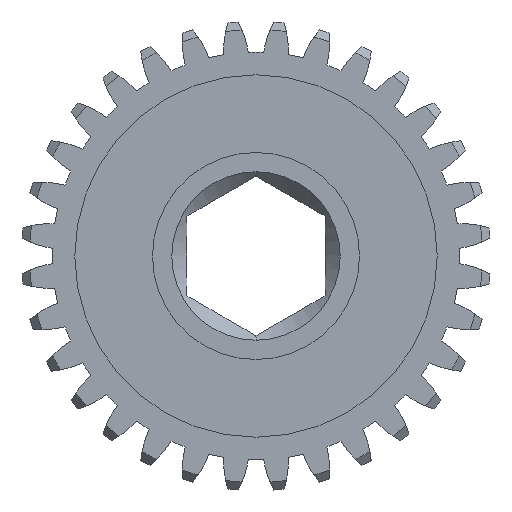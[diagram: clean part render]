
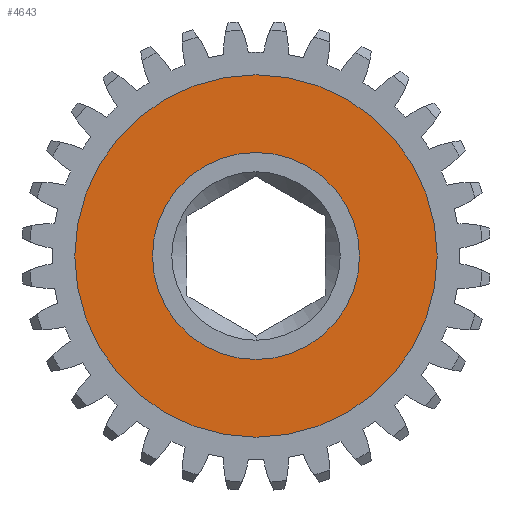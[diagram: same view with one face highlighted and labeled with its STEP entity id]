
A CAD part, left-side view. The second image highlights one B-rep face of the part: STEP entity #4643.
In plain terms, the highlighted planar face has unit normal (-1, 0, 0).
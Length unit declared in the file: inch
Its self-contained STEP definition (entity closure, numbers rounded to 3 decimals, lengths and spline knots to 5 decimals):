
#282 = DIRECTION ( 'NONE',  ( -1., 0., 0. ) ) ;
#660 = DIRECTION ( 'NONE',  ( 0., 0., 1. ) ) ;
#800 = AXIS2_PLACEMENT_3D ( 'NONE', #6128, #836, #7419 ) ;
#836 = DIRECTION ( 'NONE',  ( -1., 0., 0. ) ) ;
#931 = CIRCLE ( 'NONE', #3955, 0.65625 ) ;
#939 = AXIS2_PLACEMENT_3D ( 'NONE', #1770, #6480, #1813 ) ;
#1146 = FACE_OUTER_BOUND ( 'NONE', #2189, .T. ) ;
#1256 = DIRECTION ( 'NONE',  ( -1., 0., 0. ) ) ;
#1259 = DIRECTION ( 'NONE',  ( -1., 0., 0. ) ) ;
#1483 = ORIENTED_EDGE ( 'NONE', *, *, #6928, .T. ) ;
#1770 = CARTESIAN_POINT ( 'NONE',  ( 0.1375, 0., 0. ) ) ;
#1813 = DIRECTION ( 'NONE',  ( 0., 0., 1. ) ) ;
#1861 = VERTEX_POINT ( 'NONE', #2693 ) ;
#2189 = EDGE_LOOP ( 'NONE', ( #5829, #1483 ) ) ;
#2247 = VERTEX_POINT ( 'NONE', #5695 ) ;
#2323 = CIRCLE ( 'NONE', #6734, 0.65625 ) ;
#2473 = EDGE_CURVE ( 'NONE', #1861, #4180, #6165, .T. ) ;
#2693 = CARTESIAN_POINT ( 'NONE',  ( 0.1375, 0., 0.375 ) ) ;
#3009 = EDGE_LOOP ( 'NONE', ( #6809, #5628 ) ) ;
#3471 = PLANE ( 'NONE',  #939 ) ;
#3579 = CARTESIAN_POINT ( 'NONE',  ( 0.1375, 0., 0. ) ) ;
#3642 = AXIS2_PLACEMENT_3D ( 'NONE', #6737, #1259, #3739 ) ;
#3739 = DIRECTION ( 'NONE',  ( 0., 0., 1. ) ) ;
#3803 = EDGE_CURVE ( 'NONE', #2247, #4225, #931, .T. ) ;
#3830 = DIRECTION ( 'NONE',  ( 0., 0., 1. ) ) ;
#3955 = AXIS2_PLACEMENT_3D ( 'NONE', #6819, #282, #3830 ) ;
#4042 = CARTESIAN_POINT ( 'NONE',  ( 0.1375, 0., -0.375 ) ) ;
#4062 = FACE_BOUND ( 'NONE', #3009, .T. ) ;
#4180 = VERTEX_POINT ( 'NONE', #4042 ) ;
#4225 = VERTEX_POINT ( 'NONE', #5242 ) ;
#4362 = EDGE_CURVE ( 'NONE', #4180, #1861, #5221, .T. ) ;
#4643 = ADVANCED_FACE ( 'NONE', ( #4062, #1146 ), #3471, .T. ) ;
#5221 = CIRCLE ( 'NONE', #800, 0.375 ) ;
#5242 = CARTESIAN_POINT ( 'NONE',  ( 0.1375, 0., -0.65625 ) ) ;
#5628 = ORIENTED_EDGE ( 'NONE', *, *, #2473, .F. ) ;
#5695 = CARTESIAN_POINT ( 'NONE',  ( 0.1375, 0., 0.65625 ) ) ;
#5829 = ORIENTED_EDGE ( 'NONE', *, *, #3803, .T. ) ;
#6128 = CARTESIAN_POINT ( 'NONE',  ( 0.1375, 0., 0. ) ) ;
#6165 = CIRCLE ( 'NONE', #3642, 0.375 ) ;
#6480 = DIRECTION ( 'NONE',  ( -1., 0., 0. ) ) ;
#6734 = AXIS2_PLACEMENT_3D ( 'NONE', #3579, #1256, #660 ) ;
#6737 = CARTESIAN_POINT ( 'NONE',  ( 0.1375, 0., 0. ) ) ;
#6809 = ORIENTED_EDGE ( 'NONE', *, *, #4362, .F. ) ;
#6819 = CARTESIAN_POINT ( 'NONE',  ( 0.1375, 0., 0. ) ) ;
#6928 = EDGE_CURVE ( 'NONE', #4225, #2247, #2323, .T. ) ;
#7419 = DIRECTION ( 'NONE',  ( 0., 0., 1. ) ) ;
